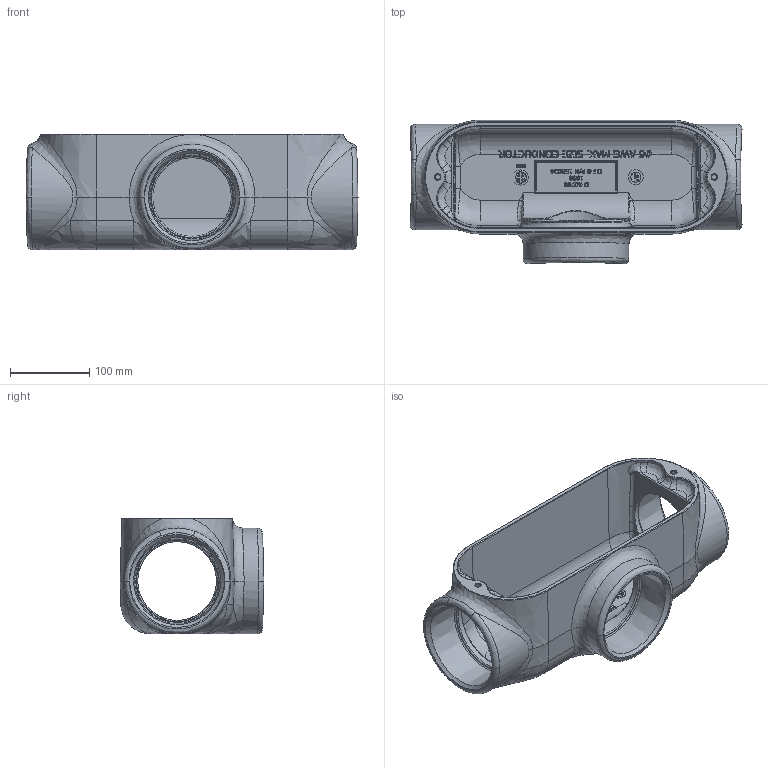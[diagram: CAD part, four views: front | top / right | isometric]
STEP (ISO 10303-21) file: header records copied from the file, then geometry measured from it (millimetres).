
FILE_DESCRIPTION(/* description */ ('OT-9'),/* implementation_level */ '2;1');
FILE_NAME(/* name */ 'KIL_OT-0.stp',/* time_stamp */ '2019-12-26T12:56:53+05:00',/* author */ ('mashraf'),/* organization */ (''),/* preprocessor_version */ 'ST-DEVELOPER v16.13',/* originating_system */ 'Autodesk Inventor 2018',/* authorisation */ '');
FILE_SCHEMA (('AUTOMOTIVE_DESIGN { 1 0 10303 214 3 1 1 }'));
Products named in the file (1): 10756-1 OT-0
Bounding box: 419.1 x 181.47 x 146.05 mm (x, y, z)
Volume: 1864822.7 mm3; surface area: 367327.4 mm2
Topology: 1 solids, 1 shells, 1406 faces, 3783 edges, 2443 vertices
Faces by surface type: plane 721, bspline 550, cylinder 81, torus 24, cone 22, sphere 8
Full cylindrical faces by diameter (mm): 12.751 x1, 19.101 x1, 99.416 x3, 133.35 x1
Entity records: 51224 total; most frequent: CARTESIAN_POINT 19493, ORIENTED_EDGE 7468, DIRECTION 4883, EDGE_CURVE 3734, VERTEX_POINT 2440, LINE 2275, VECTOR 2275, EDGE_LOOP 1522
